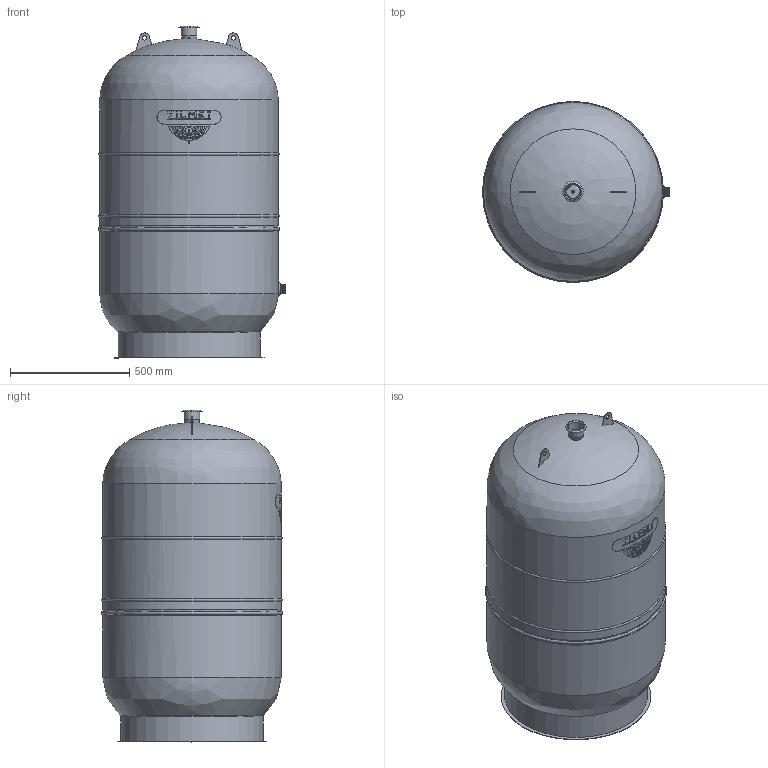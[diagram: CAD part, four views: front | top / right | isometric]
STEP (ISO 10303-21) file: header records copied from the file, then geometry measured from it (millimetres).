
FILE_DESCRIPTION(/* description */ (''),/* implementation_level */ '2;1');
FILE_NAME(/* name */ '10_CAL-PRO 500L 6bar_13000500001.stp',/* time_stamp */ '2019-08-22T11:18:14+03:00',/* author */ ('shkarinov'),/* organization */ (''),/* preprocessor_version */ 'ST-DEVELOPER v16.5',/* originating_system */ 'Autodesk Inventor 2017',/* authorisation */ '');
FILE_SCHEMA (('AUTOMOTIVE_DESIGN { 1 0 10303 214 3 1 1 }'));
Length unit declared in the file: inch
Products named in the file (1): 10_CAL-PRO 500L 6bar_13000500001
Bounding box: 785.9 x 760.87 x 1394.67 mm (x, y, z)
Volume: 513957151.9 mm3; surface area: 4084339.9 mm2
Topology: 5 solids, 6 shells, 211 faces, 560 edges, 363 vertices
Faces by surface type: plane 95, cylinder 82, torus 20, cone 8, bspline 6
Full cylindrical faces by diameter (mm): 8 x1, 12.26 x1, 18 x2, 30.25 x1, 63.344 x1, 65.344 x1, 86.815 x1, 596.009 x1, 600.009 x1, 630.009 x1, 750 x1, 750.999 x4
Entity records: 8670 total; most frequent: CARTESIAN_POINT 3423, ORIENTED_EDGE 1036, DIRECTION 997, EDGE_CURVE 516, AXIS2_PLACEMENT_3D 391, VERTEX_POINT 355, EDGE_LOOP 268, STYLED_ITEM 216
